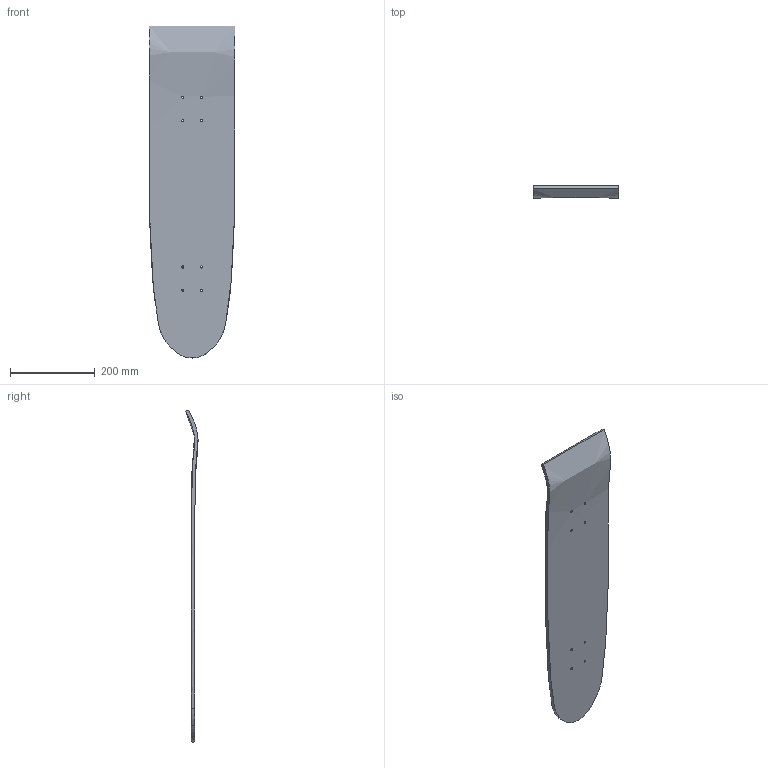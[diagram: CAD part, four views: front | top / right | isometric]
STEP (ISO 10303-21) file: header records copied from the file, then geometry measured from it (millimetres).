
FILE_DESCRIPTION(/* description */ (''),/* implementation_level */ '2;1');
FILE_NAME(/* name */ '8e9a2dfe-0576-11ec-afb0-0ad1b0555297.step',/* time_stamp */ '2021-08-25T07:37:48+00:00',/* author */ (''),/* organization */ (''),/* preprocessor_version */ 'ST-DEVELOPER v18.1',/* originating_system */ 'Autodesk Translation Framework v10.6.0.1341',/* authorisation */ '');
FILE_SCHEMA (('AUTOMOTIVE_DESIGN { 1 0 10303 214 3 1 1 }'));
Length unit declared in the file: centimetre
Products named in the file (1): temp_body
Bounding box: 203.2 x 28.82 x 785.27 mm (x, y, z)
Volume: 1184614.8 mm3; surface area: 312707.6 mm2
Topology: 1 solids, 1 shells, 16 faces, 58 edges, 44 vertices
Faces by surface type: cylinder 8, bspline 7, plane 1
Full cylindrical faces by diameter (mm): 5 x8
Entity records: 2157 total; most frequent: CARTESIAN_POINT 1627, ORIENTED_EDGE 116, DIRECTION 75, EDGE_CURVE 58, VERTEX_POINT 44, EDGE_LOOP 32, AXIS2_PLACEMENT_3D 32, B_SPLINE_CURVE_WITH_KNOTS 22
